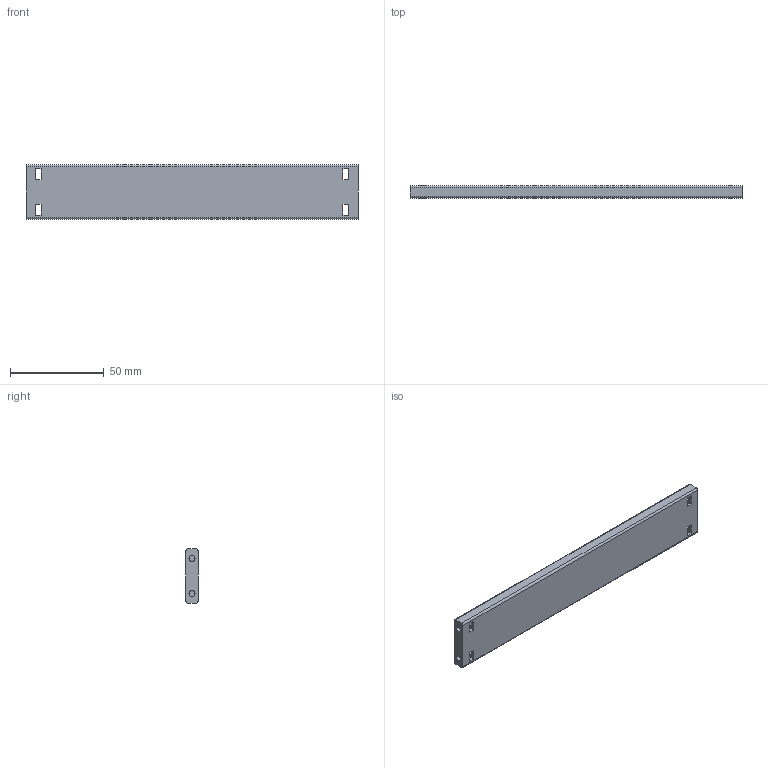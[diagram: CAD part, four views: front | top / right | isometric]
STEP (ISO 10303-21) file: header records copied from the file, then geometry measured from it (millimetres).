
FILE_DESCRIPTION(('CATIA V5 STEP Exchange'),'2;1');
FILE_NAME('L_Side_Plate_modi(Long).stp','2021-01-22T12:32:37+00:00',('none'),('none'),'CATIA Version 5 Release 20 GA (IN-10)','CATIA V5 STEP AP203','none');
FILE_SCHEMA(('CONFIG_CONTROL_DESIGN'));
Length unit declared in the file: millimetre
Products named in the file (1): L_Side_Plate
Bounding box: 177 x 6.5 x 29 mm (x, y, z)
Volume: 32052.4 mm3; surface area: 13777.1 mm2
Topology: 1 solids, 1 shells, 46 faces, 120 edges, 80 vertices
Faces by surface type: plane 26, cylinder 20
Entity records: 1338 total; most frequent: ORIENTED_EDGE 240, CARTESIAN_POINT 223, DIRECTION 164, EDGE_CURVE 120, VECTOR 80, LINE 80, VERTEX_POINT 80, EDGE_LOOP 66
